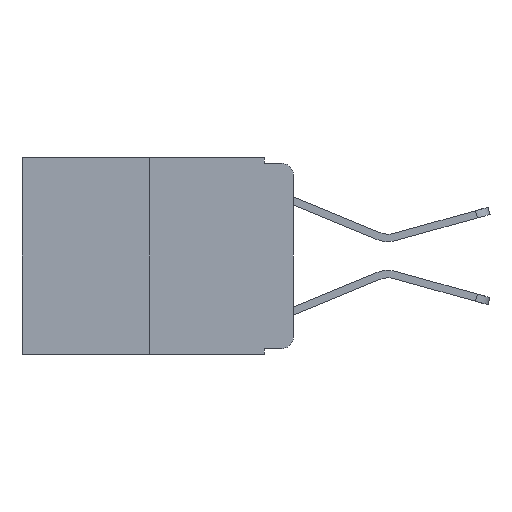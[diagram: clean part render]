
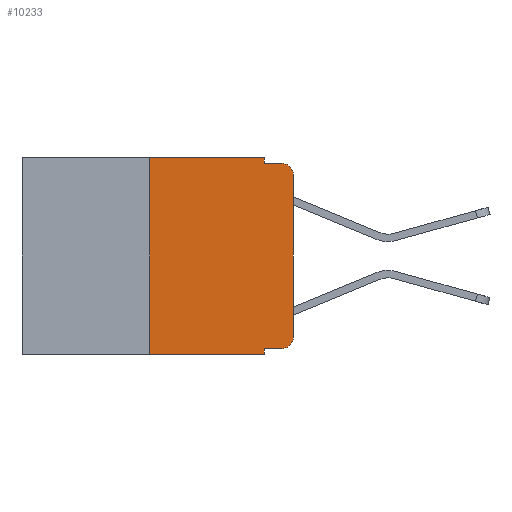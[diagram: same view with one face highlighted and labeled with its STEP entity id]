
A CAD part, left-side view. The second image highlights one B-rep face of the part: STEP entity #10233.
In plain terms, the highlighted planar face has unit normal (-1, 0, 0).
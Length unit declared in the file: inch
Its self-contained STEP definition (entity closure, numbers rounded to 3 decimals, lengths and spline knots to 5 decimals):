
#19 = CARTESIAN_POINT ( 'NONE',  ( 0., 0.051, -0.01 ) ) ;
#330 = ORIENTED_EDGE ( 'NONE', *, *, #12914, .F. ) ;
#484 = LINE ( 'NONE', #11180, #19203 ) ;
#791 = LINE ( 'NONE', #5372, #14736 ) ;
#839 = VECTOR ( 'NONE', #12830, 39.37008 ) ;
#980 = CARTESIAN_POINT ( 'NONE',  ( 0., 0.02, -0.03 ) ) ;
#1076 = ORIENTED_EDGE ( 'NONE', *, *, #11596, .T. ) ;
#1496 = ORIENTED_EDGE ( 'NONE', *, *, #21139, .T. ) ;
#1640 = DIRECTION ( 'NONE',  ( 0., 0., -1. ) ) ;
#1699 = AXIS2_PLACEMENT_3D ( 'NONE', #23067, #12554, #1640 ) ;
#1865 = VERTEX_POINT ( 'NONE', #3801 ) ;
#2115 = ORIENTED_EDGE ( 'NONE', *, *, #19541, .F. ) ;
#2150 = EDGE_CURVE ( 'NONE', #13855, #5548, #10589, .T. ) ;
#2493 = ORIENTED_EDGE ( 'NONE', *, *, #14931, .T. ) ;
#2579 = ORIENTED_EDGE ( 'NONE', *, *, #17926, .T. ) ;
#2860 = DIRECTION ( 'NONE',  ( 0., 0., -1. ) ) ;
#3193 = ORIENTED_EDGE ( 'NONE', *, *, #13115, .T. ) ;
#3311 = ORIENTED_EDGE ( 'NONE', *, *, #8333, .F. ) ;
#3506 = VERTEX_POINT ( 'NONE', #19506 ) ;
#3801 = CARTESIAN_POINT ( 'NONE',  ( 0., 0., -0.03 ) ) ;
#3875 = EDGE_CURVE ( 'NONE', #3506, #14000, #6768, .T. ) ;
#4474 = VECTOR ( 'NONE', #11478, 39.37008 ) ;
#4506 = ORIENTED_EDGE ( 'NONE', *, *, #3875, .F. ) ;
#4732 = ORIENTED_EDGE ( 'NONE', *, *, #2150, .F. ) ;
#5372 = CARTESIAN_POINT ( 'NONE',  ( 0., 0., 0. ) ) ;
#5548 = VERTEX_POINT ( 'NONE', #12460 ) ;
#6052 = CARTESIAN_POINT ( 'NONE',  ( 0., 0.051, -0.333 ) ) ;
#6093 = CARTESIAN_POINT ( 'NONE',  ( 0., 0.473, 0. ) ) ;
#6363 = EDGE_LOOP ( 'NONE', ( #1496, #1076, #2115, #4506, #330, #4732, #2493, #3311, #2579, #3193 ) ) ;
#6768 = LINE ( 'NONE', #17155, #21547 ) ;
#6812 = VECTOR ( 'NONE', #12014, 39.37008 ) ;
#6882 = CIRCLE ( 'NONE', #21281, 0.02 ) ;
#7255 = LINE ( 'NONE', #19, #20929 ) ;
#7657 = DIRECTION ( 'NONE',  ( 0., 0., -1. ) ) ;
#8153 = CARTESIAN_POINT ( 'NONE',  ( 0., 0.051, -0.01 ) ) ;
#8165 = VERTEX_POINT ( 'NONE', #14380 ) ;
#8333 = EDGE_CURVE ( 'NONE', #10476, #12597, #484, .T. ) ;
#8441 = AXIS2_PLACEMENT_3D ( 'NONE', #6093, #9750, #22113 ) ;
#9750 = DIRECTION ( 'NONE',  ( 1., 0., 0. ) ) ;
#10229 = CARTESIAN_POINT ( 'NONE',  ( 0., 0.473, 0. ) ) ;
#10233 = ADVANCED_FACE ( 'NONE', ( #21929 ), #20398, .F. ) ;
#10422 = CARTESIAN_POINT ( 'NONE',  ( 0., 0.051, -0.333 ) ) ;
#10476 = VERTEX_POINT ( 'NONE', #10422 ) ;
#10589 = LINE ( 'NONE', #15506, #839 ) ;
#10649 = LINE ( 'NONE', #17461, #19588 ) ;
#10957 = CARTESIAN_POINT ( 'NONE',  ( 0., 0.25, -0.343 ) ) ;
#11180 = CARTESIAN_POINT ( 'NONE',  ( 0., 0.051, 0. ) ) ;
#11478 = DIRECTION ( 'NONE',  ( 0., -1., 0. ) ) ;
#11579 = LINE ( 'NONE', #10229, #6812 ) ;
#11596 = EDGE_CURVE ( 'NONE', #1865, #19374, #6882, .T. ) ;
#12014 = DIRECTION ( 'NONE',  ( 0., -1., 0. ) ) ;
#12460 = CARTESIAN_POINT ( 'NONE',  ( 0., 0.25, 0. ) ) ;
#12554 = DIRECTION ( 'NONE',  ( -1., 0., 0. ) ) ;
#12597 = VERTEX_POINT ( 'NONE', #14690 ) ;
#12830 = DIRECTION ( 'NONE',  ( 0., 0., 1. ) ) ;
#12914 = EDGE_CURVE ( 'NONE', #5548, #3506, #11579, .T. ) ;
#13115 = EDGE_CURVE ( 'NONE', #13979, #8165, #21833, .T. ) ;
#13705 = DIRECTION ( 'NONE',  ( -1., 0., 0. ) ) ;
#13855 = VERTEX_POINT ( 'NONE', #10957 ) ;
#13979 = VERTEX_POINT ( 'NONE', #18879 ) ;
#14000 = VERTEX_POINT ( 'NONE', #8153 ) ;
#14055 = LINE ( 'NONE', #6052, #4474 ) ;
#14332 = DIRECTION ( 'NONE',  ( 0., 0., 1. ) ) ;
#14380 = CARTESIAN_POINT ( 'NONE',  ( 0., 0., -0.313 ) ) ;
#14690 = CARTESIAN_POINT ( 'NONE',  ( 0., 0.051, -0.343 ) ) ;
#14736 = VECTOR ( 'NONE', #14332, 39.37008 ) ;
#14931 = EDGE_CURVE ( 'NONE', #13855, #12597, #10649, .T. ) ;
#15506 = CARTESIAN_POINT ( 'NONE',  ( 0., 0.25, 0. ) ) ;
#16682 = DIRECTION ( 'NONE',  ( 0., 0., -1. ) ) ;
#17155 = CARTESIAN_POINT ( 'NONE',  ( 0., 0.051, 0. ) ) ;
#17461 = CARTESIAN_POINT ( 'NONE',  ( 0., 0.473, -0.343 ) ) ;
#17926 = EDGE_CURVE ( 'NONE', #10476, #13979, #14055, .T. ) ;
#18879 = CARTESIAN_POINT ( 'NONE',  ( 0., 0.02, -0.333 ) ) ;
#19203 = VECTOR ( 'NONE', #7657, 39.37008 ) ;
#19249 = DIRECTION ( 'NONE',  ( 0., -1., 0. ) ) ;
#19374 = VERTEX_POINT ( 'NONE', #19468 ) ;
#19468 = CARTESIAN_POINT ( 'NONE',  ( 0., 0.02, -0.01 ) ) ;
#19506 = CARTESIAN_POINT ( 'NONE',  ( 0., 0.051, 0. ) ) ;
#19541 = EDGE_CURVE ( 'NONE', #14000, #19374, #7255, .T. ) ;
#19588 = VECTOR ( 'NONE', #19249, 39.37008 ) ;
#20398 = PLANE ( 'NONE',  #8441 ) ;
#20929 = VECTOR ( 'NONE', #21656, 39.37008 ) ;
#21139 = EDGE_CURVE ( 'NONE', #8165, #1865, #791, .T. ) ;
#21281 = AXIS2_PLACEMENT_3D ( 'NONE', #980, #13705, #2860 ) ;
#21547 = VECTOR ( 'NONE', #16682, 39.37008 ) ;
#21656 = DIRECTION ( 'NONE',  ( 0., -1., 0. ) ) ;
#21833 = CIRCLE ( 'NONE', #1699, 0.02 ) ;
#21929 = FACE_OUTER_BOUND ( 'NONE', #6363, .T. ) ;
#22113 = DIRECTION ( 'NONE',  ( 0., 0., -1. ) ) ;
#23067 = CARTESIAN_POINT ( 'NONE',  ( 0., 0.02, -0.313 ) ) ;
